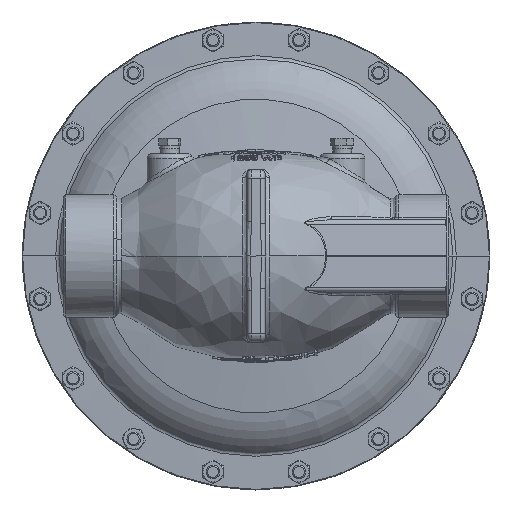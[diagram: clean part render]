
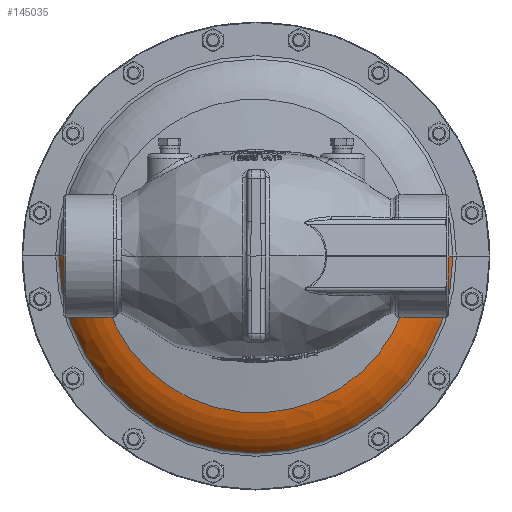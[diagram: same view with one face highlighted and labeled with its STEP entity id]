
A CAD part, front view. The second image highlights one B-rep face of the part: STEP entity #145035.
In plain terms, the highlighted toroidal (fillet/blend) face has major radius 101.046 mm and minor radius 46.038 mm.
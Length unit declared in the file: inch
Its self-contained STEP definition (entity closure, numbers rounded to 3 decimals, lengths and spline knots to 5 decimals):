
#13966 = CARTESIAN_POINT ( 'NONE',  ( -4.3939, 8.94501, -0.53114 ) ) ;
#19514 = TOROIDAL_SURFACE ( 'NONE', #23648, 3.97817, 1.8125 ) ;
#20214 = VERTEX_POINT ( 'NONE', #212961 ) ;
#23648 = AXIS2_PLACEMENT_3D ( 'NONE', #71643, #189629, #49370 ) ;
#33588 = ORIENTED_EDGE ( 'NONE', *, *, #146728, .T. ) ;
#41978 = VERTEX_POINT ( 'NONE', #101707 ) ;
#44325 = CARTESIAN_POINT ( 'NONE',  ( -4.2786, 8.9218, -0.58557 ) ) ;
#46683 = CARTESIAN_POINT ( 'NONE',  ( 5.42319, 9.60795, 0. ) ) ;
#49370 = DIRECTION ( 'NONE',  ( -1., 0., 0. ) ) ;
#51779 = EDGE_CURVE ( 'NONE', #194259, #20214, #76784, .T. ) ;
#53337 = CARTESIAN_POINT ( 'NONE',  ( -4.50559, 8.97467, -0.44163 ) ) ;
#54617 = CARTESIAN_POINT ( 'NONE',  ( -4.61436, 9.0087, -0.30644 ) ) ;
#66945 = CIRCLE ( 'NONE', #121397, 1.8125 ) ;
#68963 = DIRECTION ( 'NONE',  ( 0., 0., 1. ) ) ;
#71643 = CARTESIAN_POINT ( 'NONE',  ( 0., 10.70206, 0. ) ) ;
#71773 = CARTESIAN_POINT ( 'NONE',  ( -4.70066, 9.03978, -0.03226 ) ) ;
#73042 = CARTESIAN_POINT ( 'NONE',  ( -4.47001, 8.96476, -0.47322 ) ) ;
#76784 = CIRCLE ( 'NONE', #118744, 4.31849 ) ;
#77381 = CARTESIAN_POINT ( 'NONE',  ( -5.42319, 9.60795, 0. ) ) ;
#82618 = CARTESIAN_POINT ( 'NONE',  ( 0., 9.60795, 0. ) ) ;
#101707 = CARTESIAN_POINT ( 'NONE',  ( -4.70066, 9.03978, 0. ) ) ;
#107788 = DIRECTION ( 'NONE',  ( 0., 0., -1. ) ) ;
#117555 = CARTESIAN_POINT ( 'NONE',  ( -4.70066, 9.03978, 0. ) ) ;
#118744 = AXIS2_PLACEMENT_3D ( 'NONE', #179834, #215310, #175937 ) ;
#121397 = AXIS2_PLACEMENT_3D ( 'NONE', #248578, #68963, #148914 ) ;
#128616 = ORIENTED_EDGE ( 'NONE', *, *, #242720, .F. ) ;
#129023 = ORIENTED_EDGE ( 'NONE', *, *, #51779, .F. ) ;
#132075 = CARTESIAN_POINT ( 'NONE',  ( -4.65806, 9.02396, -0.22069 ) ) ;
#133342 = CARTESIAN_POINT ( 'NONE',  ( -4.55974, 8.99084, -0.38442 ) ) ;
#134613 = CARTESIAN_POINT ( 'NONE',  ( -4.68644, 9.03441, -0.12842 ) ) ;
#135893 = CARTESIAN_POINT ( 'NONE',  ( -4.58815, 8.99998, -0.34644 ) ) ;
#137183 = CARTESIAN_POINT ( 'NONE',  ( -4.68985, 9.03569, -0.11239 ) ) ;
#138470 = VERTEX_POINT ( 'NONE', #46683 ) ;
#145035 = ADVANCED_FACE ( 'NONE', ( #152873 ), #19514, .T. ) ;
#146728 = EDGE_CURVE ( 'NONE', #194259, #41978, #162048, .T. ) ;
#148914 = DIRECTION ( 'NONE',  ( 1., 0., 0. ) ) ;
#151723 = CARTESIAN_POINT ( 'NONE',  ( -4.6784, 9.03142, -0.15979 ) ) ;
#152873 = FACE_OUTER_BOUND ( 'NONE', #181505, .T. ) ;
#153004 = CARTESIAN_POINT ( 'NONE',  ( -4.49401, 8.97138, -0.4524 ) ) ;
#161499 = AXIS2_PLACEMENT_3D ( 'NONE', #82618, #184801, #179620 ) ;
#162048 = B_SPLINE_CURVE_WITH_KNOTS ( 'NONE', 3,
 ( #256532, #175200, #13966, #233008, #73042, #153004, #53337, #234281, #133342, #135893, #172632, #54617, #215875, #193606, #132075, #251405, #151723, #134613, #137183, #173913, #71773, #117555 ),
 .UNSPECIFIED., .F., .F.,
 ( 4, 2, 2, 2, 2, 2, 2, 2, 2, 2, 4 ),
 ( 0., 0.00492, 0.00615, 0.00738, 0.00984, 0.01107, 0.0123, 0.01476, 0.01599, 0.01722, 0.01968 ),
 .UNSPECIFIED. ) ;
#165186 = VERTEX_POINT ( 'NONE', #77381 ) ;
#172632 = CARTESIAN_POINT ( 'NONE',  ( -4.59719, 9.00295, -0.33338 ) ) ;
#173913 = CARTESIAN_POINT ( 'NONE',  ( -4.69797, 9.03875, -0.06439 ) ) ;
#175200 = CARTESIAN_POINT ( 'NONE',  ( -4.33854, 8.93254, -0.56198 ) ) ;
#175857 = EDGE_CURVE ( 'NONE', #165186, #138470, #236388, .T. ) ;
#175937 = DIRECTION ( 'NONE',  ( -1., 0., 0. ) ) ;
#179620 = DIRECTION ( 'NONE',  ( 1., 0., 0. ) ) ;
#179834 = CARTESIAN_POINT ( 'NONE',  ( 0., 8.9218, 0. ) ) ;
#180794 = ORIENTED_EDGE ( 'NONE', *, *, #175857, .T. ) ;
#181505 = EDGE_LOOP ( 'NONE', ( #180794, #254681, #129023, #33588, #128616 ) ) ;
#184801 = DIRECTION ( 'NONE',  ( 0., -1., 0. ) ) ;
#189629 = DIRECTION ( 'NONE',  ( 0., -1., 0. ) ) ;
#191593 = DIRECTION ( 'NONE',  ( -1., 0., 0. ) ) ;
#193606 = CARTESIAN_POINT ( 'NONE',  ( -4.64522, 9.01935, -0.24999 ) ) ;
#194259 = VERTEX_POINT ( 'NONE', #44325 ) ;
#212961 = CARTESIAN_POINT ( 'NONE',  ( 4.31849, 8.9218, 0. ) ) ;
#215310 = DIRECTION ( 'NONE',  ( 0., -1., 0. ) ) ;
#215875 = CARTESIAN_POINT ( 'NONE',  ( -4.62253, 9.01149, -0.2925 ) ) ;
#233008 = CARTESIAN_POINT ( 'NONE',  ( -4.45754, 8.96143, -0.48329 ) ) ;
#233085 = EDGE_CURVE ( 'NONE', #138470, #20214, #248496, .T. ) ;
#234281 = CARTESIAN_POINT ( 'NONE',  ( -4.53908, 8.98445, -0.40819 ) ) ;
#235923 = AXIS2_PLACEMENT_3D ( 'NONE', #248076, #107788, #191593 ) ;
#236388 = CIRCLE ( 'NONE', #161499, 5.42319 ) ;
#242720 = EDGE_CURVE ( 'NONE', #165186, #41978, #66945, .T. ) ;
#248076 = CARTESIAN_POINT ( 'NONE',  ( 3.97817, 10.70206, 0. ) ) ;
#248496 = CIRCLE ( 'NONE', #235923, 1.8125 ) ;
#248578 = CARTESIAN_POINT ( 'NONE',  ( -3.97817, 10.70206, 0. ) ) ;
#251405 = CARTESIAN_POINT ( 'NONE',  ( -4.67376, 9.0297, -0.1752 ) ) ;
#254681 = ORIENTED_EDGE ( 'NONE', *, *, #233085, .T. ) ;
#256532 = CARTESIAN_POINT ( 'NONE',  ( -4.2786, 8.9218, -0.58557 ) ) ;
